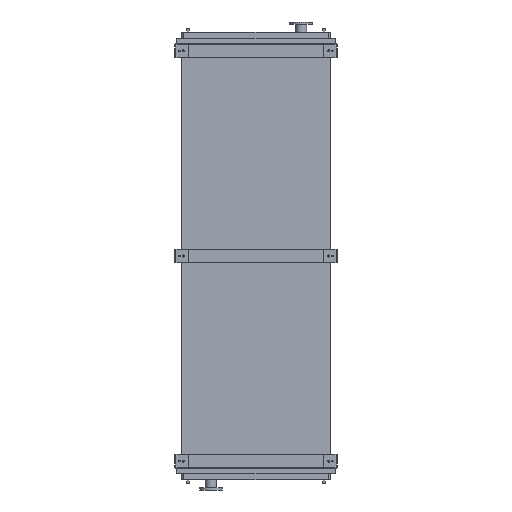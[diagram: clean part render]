
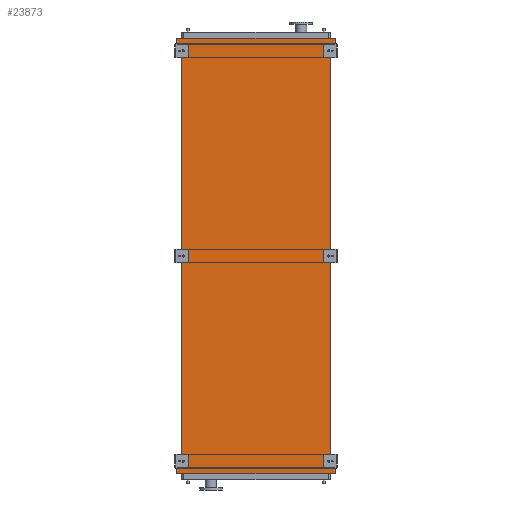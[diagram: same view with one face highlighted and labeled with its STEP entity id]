
A CAD part, front view. The second image highlights one B-rep face of the part: STEP entity #23873.
In plain terms, the highlighted planar face has unit normal (0, -1, 0).
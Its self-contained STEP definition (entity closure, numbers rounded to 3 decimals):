
#201 = DIRECTION ( 'NONE',  ( 0., 0., 1. ) ) ;
#243 = CARTESIAN_POINT ( 'NONE',  ( 725., 0., -4050. ) ) ;
#1061 = ORIENTED_EDGE ( 'NONE', *, *, #18892, .F. ) ;
#1478 = CARTESIAN_POINT ( 'NONE',  ( 725., 0., -4050. ) ) ;
#2698 = CARTESIAN_POINT ( 'NONE',  ( 725., 0., 0. ) ) ;
#3866 = ORIENTED_EDGE ( 'NONE', *, *, #18117, .T. ) ;
#5552 = VECTOR ( 'NONE', #12930, 1000. ) ;
#5579 = DIRECTION ( 'NONE',  ( -0.655, 0., -0.755 ) ) ;
#5586 = LINE ( 'NONE', #24675, #18386 ) ;
#5857 = CARTESIAN_POINT ( 'NONE',  ( 771., 0., 53. ) ) ;
#7564 = LINE ( 'NONE', #13725, #22529 ) ;
#7911 = VERTEX_POINT ( 'NONE', #10196 ) ;
#8039 = ORIENTED_EDGE ( 'NONE', *, *, #18898, .F. ) ;
#8359 = DIRECTION ( 'NONE',  ( 0., 0., 1. ) ) ;
#8444 = CARTESIAN_POINT ( 'NONE',  ( -725., 0., -4050. ) ) ;
#8550 = LINE ( 'NONE', #31628, #22644 ) ;
#8622 = CARTESIAN_POINT ( 'NONE',  ( 771., 0., 53. ) ) ;
#8811 = VERTEX_POINT ( 'NONE', #22689 ) ;
#9344 = VECTOR ( 'NONE', #11022, 1000. ) ;
#9733 = CARTESIAN_POINT ( 'NONE',  ( 771., 0., -4145. ) ) ;
#10132 = ORIENTED_EDGE ( 'NONE', *, *, #19087, .F. ) ;
#10196 = CARTESIAN_POINT ( 'NONE',  ( 771., 0., 95. ) ) ;
#10587 = VECTOR ( 'NONE', #15801, 1000. ) ;
#11022 = DIRECTION ( 'NONE',  ( 0.655, 0., -0.755 ) ) ;
#11350 = CARTESIAN_POINT ( 'NONE',  ( 725., 0., -4050. ) ) ;
#11729 = ORIENTED_EDGE ( 'NONE', *, *, #18455, .F. ) ;
#11785 = LINE ( 'NONE', #24329, #30572 ) ;
#11923 = DIRECTION ( 'NONE',  ( 1., 0., 0. ) ) ;
#12589 = CARTESIAN_POINT ( 'NONE',  ( -725., 0., -4050. ) ) ;
#12619 = EDGE_CURVE ( 'NONE', #14041, #7911, #7564, .T. ) ;
#12923 = CARTESIAN_POINT ( 'NONE',  ( 771., 0., -4103. ) ) ;
#12930 = DIRECTION ( 'NONE',  ( 0., 0., -1. ) ) ;
#13039 = VERTEX_POINT ( 'NONE', #2698 ) ;
#13205 = DIRECTION ( 'NONE',  ( -1., 0., 0. ) ) ;
#13235 = CARTESIAN_POINT ( 'NONE',  ( 771., 0., -4145. ) ) ;
#13307 = VECTOR ( 'NONE', #13205, 1000. ) ;
#13649 = ORIENTED_EDGE ( 'NONE', *, *, #19315, .F. ) ;
#13725 = CARTESIAN_POINT ( 'NONE',  ( -771., 0., 95. ) ) ;
#14041 = VERTEX_POINT ( 'NONE', #22407 ) ;
#14134 = VERTEX_POINT ( 'NONE', #21092 ) ;
#15321 = VERTEX_POINT ( 'NONE', #9733 ) ;
#15394 = AXIS2_PLACEMENT_3D ( 'NONE', #31664, #31457, #31357 ) ;
#15419 = EDGE_CURVE ( 'NONE', #30336, #25188, #29014, .T. ) ;
#15801 = DIRECTION ( 'NONE',  ( 0., 0., 1. ) ) ;
#15906 = CARTESIAN_POINT ( 'NONE',  ( -771., 0., -4145. ) ) ;
#15917 = ORIENTED_EDGE ( 'NONE', *, *, #18605, .F. ) ;
#15923 = ORIENTED_EDGE ( 'NONE', *, *, #19405, .F. ) ;
#15952 = ORIENTED_EDGE ( 'NONE', *, *, #15419, .F. ) ;
#16642 = VECTOR ( 'NONE', #8359, 1000. ) ;
#17111 = VERTEX_POINT ( 'NONE', #17321 ) ;
#17179 = DIRECTION ( 'NONE',  ( 0.655, 0., 0.755 ) ) ;
#17204 = CARTESIAN_POINT ( 'NONE',  ( -771., 0., -4103. ) ) ;
#17321 = CARTESIAN_POINT ( 'NONE',  ( 771., 0., -4103. ) ) ;
#18117 = EDGE_CURVE ( 'NONE', #28449, #13039, #27409, .T. ) ;
#18386 = VECTOR ( 'NONE', #24755, 1000. ) ;
#18455 = EDGE_CURVE ( 'NONE', #30774, #13039, #19983, .T. ) ;
#18605 = EDGE_CURVE ( 'NONE', #7911, #30774, #8550, .T. ) ;
#18892 = EDGE_CURVE ( 'NONE', #14134, #14041, #5586, .T. ) ;
#18898 = EDGE_CURVE ( 'NONE', #25188, #14134, #11785, .T. ) ;
#19087 = EDGE_CURVE ( 'NONE', #8811, #30336, #31632, .T. ) ;
#19133 = EDGE_CURVE ( 'NONE', #32176, #8811, #29529, .T. ) ;
#19270 = EDGE_CURVE ( 'NONE', #15321, #32176, #20672, .T. ) ;
#19315 = EDGE_CURVE ( 'NONE', #17111, #15321, #19925, .T. ) ;
#19405 = EDGE_CURVE ( 'NONE', #28449, #17111, #22591, .T. ) ;
#19925 = LINE ( 'NONE', #12923, #5552 ) ;
#19983 = LINE ( 'NONE', #5857, #32051 ) ;
#20672 = LINE ( 'NONE', #13235, #13307 ) ;
#20762 = VECTOR ( 'NONE', #201, 1000. ) ;
#21092 = CARTESIAN_POINT ( 'NONE',  ( -771., 0., 53. ) ) ;
#22254 = CARTESIAN_POINT ( 'NONE',  ( -725., 0., 0. ) ) ;
#22407 = CARTESIAN_POINT ( 'NONE',  ( -771., 0., 95. ) ) ;
#22515 = ORIENTED_EDGE ( 'NONE', *, *, #19133, .F. ) ;
#22529 = VECTOR ( 'NONE', #11923, 1000. ) ;
#22591 = LINE ( 'NONE', #11350, #9344 ) ;
#22644 = VECTOR ( 'NONE', #31515, 1000. ) ;
#22689 = CARTESIAN_POINT ( 'NONE',  ( -771., 0., -4103. ) ) ;
#23234 = CARTESIAN_POINT ( 'NONE',  ( -771., 0., -4145. ) ) ;
#23873 = ADVANCED_FACE ( 'NONE', ( #30311 ), #31768, .T. ) ;
#24301 = DIRECTION ( 'NONE',  ( -0.655, 0., 0.755 ) ) ;
#24329 = CARTESIAN_POINT ( 'NONE',  ( -725., 0., 0. ) ) ;
#24675 = CARTESIAN_POINT ( 'NONE',  ( -771., 0., 53. ) ) ;
#24755 = DIRECTION ( 'NONE',  ( 0., 0., 1. ) ) ;
#25188 = VERTEX_POINT ( 'NONE', #22254 ) ;
#25333 = VECTOR ( 'NONE', #17179, 1000. ) ;
#27281 = ORIENTED_EDGE ( 'NONE', *, *, #12619, .F. ) ;
#27409 = LINE ( 'NONE', #243, #20762 ) ;
#28449 = VERTEX_POINT ( 'NONE', #1478 ) ;
#29014 = LINE ( 'NONE', #8444, #16642 ) ;
#29529 = LINE ( 'NONE', #15906, #10587 ) ;
#29555 = EDGE_LOOP ( 'NONE', ( #3866, #11729, #15917, #27281, #1061, #8039, #15952, #10132, #22515, #30857, #13649, #15923 ) ) ;
#30311 = FACE_OUTER_BOUND ( 'NONE', #29555, .T. ) ;
#30336 = VERTEX_POINT ( 'NONE', #12589 ) ;
#30572 = VECTOR ( 'NONE', #24301, 1000. ) ;
#30774 = VERTEX_POINT ( 'NONE', #8622 ) ;
#30857 = ORIENTED_EDGE ( 'NONE', *, *, #19270, .F. ) ;
#31357 = DIRECTION ( 'NONE',  ( 0., 0., -1. ) ) ;
#31457 = DIRECTION ( 'NONE',  ( 0., -1., 0. ) ) ;
#31515 = DIRECTION ( 'NONE',  ( 0., 0., -1. ) ) ;
#31628 = CARTESIAN_POINT ( 'NONE',  ( 771., 0., 95. ) ) ;
#31632 = LINE ( 'NONE', #17204, #25333 ) ;
#31664 = CARTESIAN_POINT ( 'NONE',  ( -725., 0., -4050. ) ) ;
#31768 = PLANE ( 'NONE',  #15394 ) ;
#32051 = VECTOR ( 'NONE', #5579, 1000. ) ;
#32176 = VERTEX_POINT ( 'NONE', #23234 ) ;
